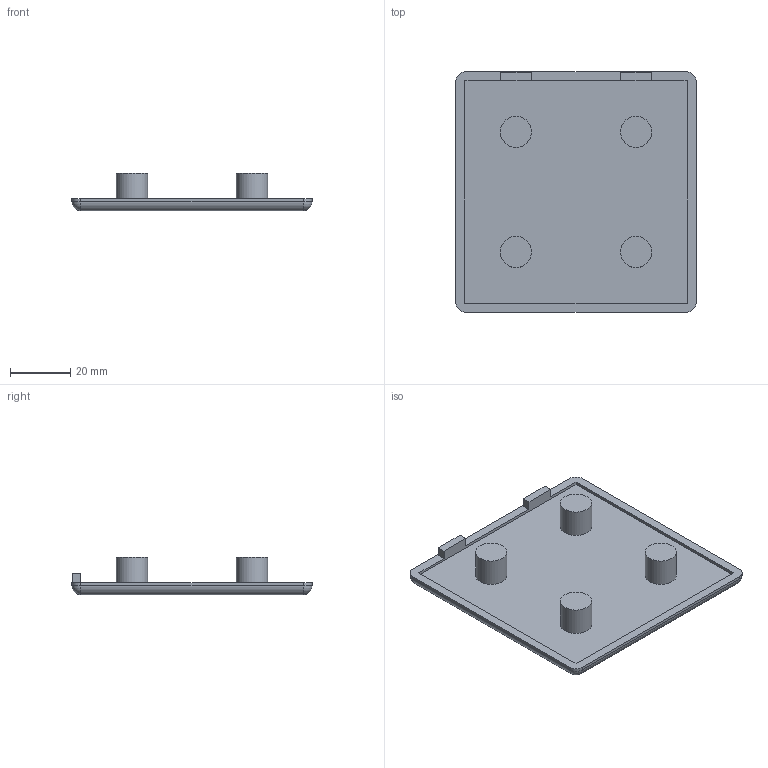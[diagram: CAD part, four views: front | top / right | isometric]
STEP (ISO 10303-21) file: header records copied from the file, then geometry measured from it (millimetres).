
FILE_DESCRIPTION(('STEP AP203'),'1');
FILE_NAME('BASE10B1170.stp','2023-10-13T14:42:28',(' '),(' '),'Spatial InterOp 3D',' ',' ');
FILE_SCHEMA(('CONFIG_CONTROL_DESIGN'));
Length unit declared in the file: millimetre
Products named in the file (1): Embout 10 80x80 noir
Bounding box: 80 x 80 x 12.5 mm (x, y, z)
Volume: 22888 mm3; surface area: 15328.1 mm2
Topology: 1 solids, 1 shells, 39 faces, 88 edges, 52 vertices
Faces by surface type: plane 23, cylinder 12, sphere 4
Full cylindrical faces by diameter (mm): 10.4 x4
Entity records: 1196 total; most frequent: DIRECTION 184, CARTESIAN_POINT 172, ORIENTED_EDGE 160, EDGE_CURVE 80, AXIS2_PLACEMENT_3D 64, LINE 56, VECTOR 56, VERTEX_POINT 52
